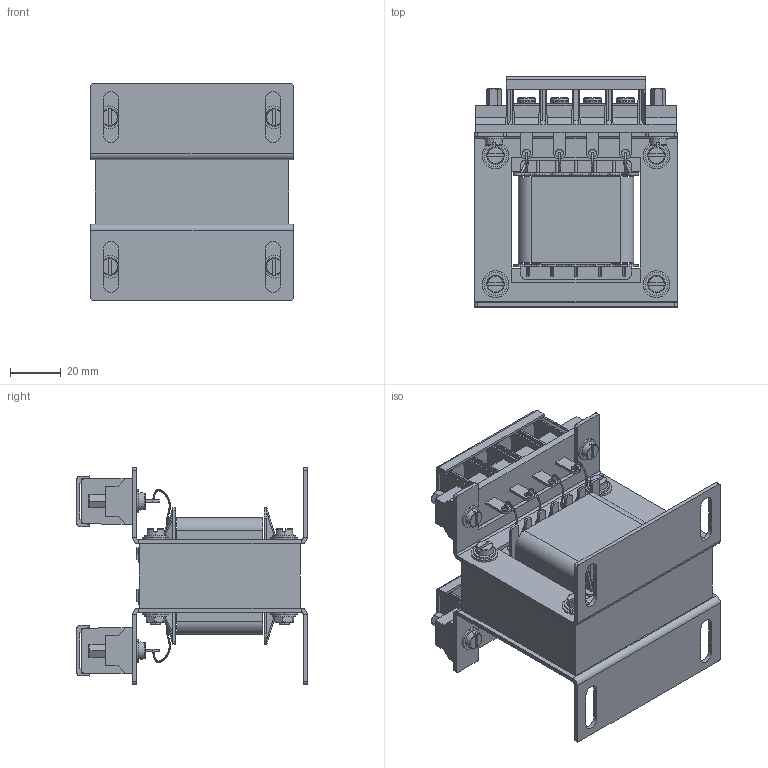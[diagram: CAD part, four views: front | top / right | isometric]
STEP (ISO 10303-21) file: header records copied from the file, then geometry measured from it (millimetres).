
FILE_DESCRIPTION (( 'STEP AP214' ), '1' );
FILE_NAME ('9301 STEP.STEP', '2025-04-11T08:33:59', ( '' ), ( '' ), 'SwSTEP 2.0', 'SolidWorks 2022', '' );
FILE_SCHEMA (( 'AUTOMOTIVE_DESIGN' ));
Length unit declared in the file: millimetre
Products named in the file (1): 9301 STEP
Bounding box: 80 x 90.8 x 85.4 mm (x, y, z)
Volume: 203097 mm3; surface area: 113420.4 mm2
Topology: 53 solids, 53 shells, 2520 faces, 6322 edges, 3928 vertices
Faces by surface type: plane 1490, cylinder 610, bspline 156, torus 136, cone 128
Entity records: 112214 total; most frequent: CARTESIAN_POINT 25373, ORIENTED_EDGE 12580, DIRECTION 11312, EDGE_CURVE 6290, VERTEX_POINT 3928, VECTOR 3878, LINE 3878, AXIS2_PLACEMENT_3D 3717
